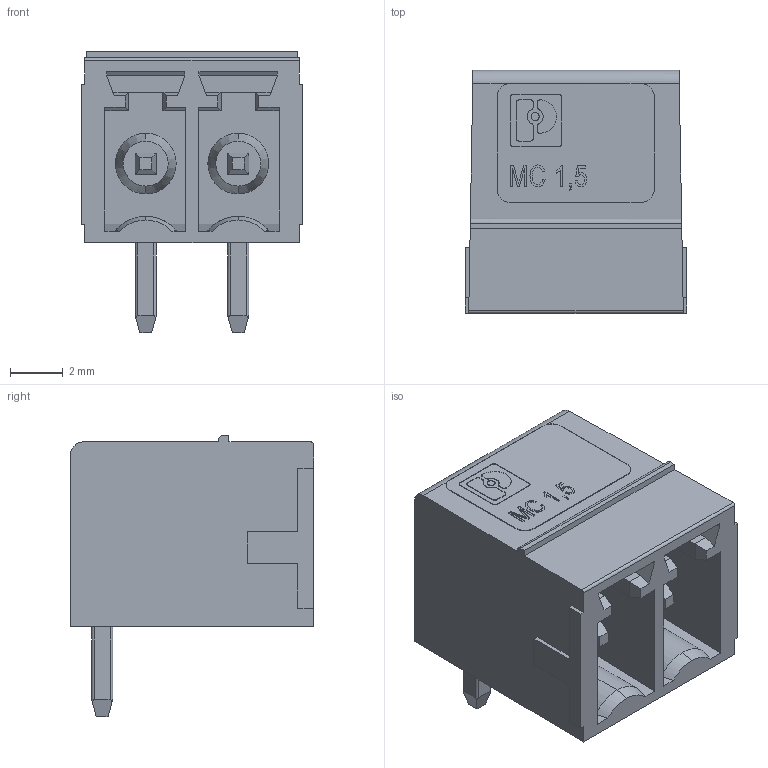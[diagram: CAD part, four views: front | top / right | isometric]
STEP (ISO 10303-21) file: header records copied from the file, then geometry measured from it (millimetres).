
FILE_DESCRIPTION(('STEP AP214'),'1');
FILE_NAME('cctmp_49140D69-E956-410F-A055-EC2AEF1288E4_2023_02_03_12_34_53_0517_5888..stp','2023-02-03T12:34:53',('PHOENIX CONTACT Deutschland GmbH'),('CADClick - www.CADClick.com'),'Spatial InterOp 3D',' ','unknown authorization');
FILE_SCHEMA(('AUTOMOTIVE_DESIGN'));
Length unit declared in the file: millimetre
Products named in the file (4): 2023_02_03_12_34_53_0377; 2023_02_03_12_34_53_0517; 2023_02_03_12_34_53_0502; 2023_02_03_12_34_53_0486
Assembly tree (3 placements, depth 2):
  2023_02_03_12_34_53_0377
    2023_02_03_12_34_53_0517
    2023_02_03_12_34_53_0502
    2023_02_03_12_34_53_0486
Bounding box: 8.4 x 9.2 x 10.65 mm (x, y, z)
Volume: 294.6 mm3; surface area: 828.1 mm2
Topology: 3 solids, 3 shells, 356 faces, 994 edges, 655 vertices
Faces by surface type: plane 283, cylinder 38, extrusion 19, torus 8, cone 8
Entity records: 16373 total; most frequent: CARTESIAN_POINT 3042, ORIENTED_EDGE 1988, DIRECTION 1710, EDGE_CURVE 994, VECTOR 850, LINE 831, VERTEX_POINT 655, STYLED_ITEM 615
